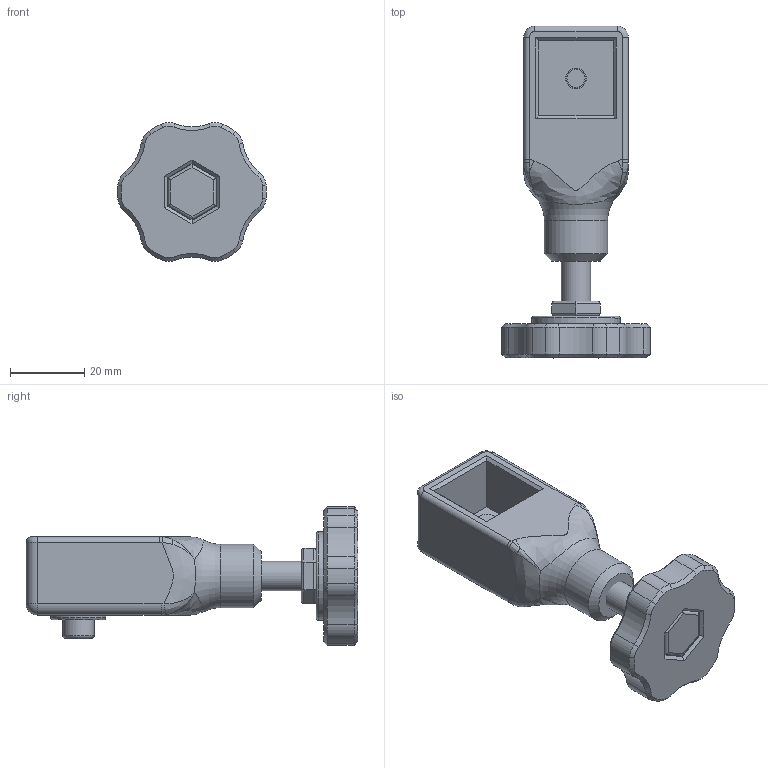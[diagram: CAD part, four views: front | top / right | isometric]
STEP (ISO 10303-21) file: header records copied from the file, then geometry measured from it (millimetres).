
FILE_DESCRIPTION(/* description */ (''),/* implementation_level */ '2;1');
FILE_NAME(/* name */ 'Leg Assembly.step',/* time_stamp */ '2020-12-27T20:15:52+01:00',/* author */ (''),/* organization */ (''),/* preprocessor_version */ 'ST-DEVELOPER v18.1',/* originating_system */ 'Autodesk Translation Framework v9.7.1.1290',/* authorisation */ '');
FILE_SCHEMA (('AUTOMOTIVE_DESIGN { 1 0 10303 214 3 1 1 }'));
Length unit declared in the file: millimetre
Products named in the file (8): Legs; M8 Screw; M8 Washer; M8 Nut; M5 Screw; M5 Washer; UpperLeg; Lower Leg
Assembly tree (7 placements, depth 2):
  Legs
    M8 Screw
    M8 Washer
    M8 Nut
    M5 Screw
    M5 Washer
    UpperLeg
    Lower Leg
Bounding box: 39.98 x 89.1 x 37.28 mm (x, y, z)
Volume: 36463.5 mm3; surface area: 15351.7 mm2
Topology: 7 solids, 7 shells, 206 faces, 454 edges, 264 vertices
Faces by surface type: plane 68, cylinder 62, cone 50, bspline 18, torus 6, sphere 2
Full cylindrical faces by diameter (mm): 4.901 x1, 5 x1, 5.5 x1, 6.779 x1, 7.3 x1, 7.866 x1, 8 x1, 8.5 x2, 14.8 x1, 17 x1, 23.7 x1
Entity records: 6626 total; most frequent: CARTESIAN_POINT 1854, DIRECTION 1008, ORIENTED_EDGE 900, EDGE_CURVE 450, AXIS2_PLACEMENT_3D 386, VERTEX_POINT 264, LINE 236, VECTOR 236
